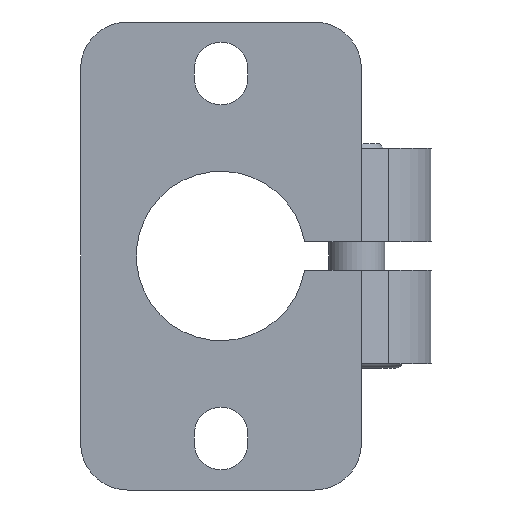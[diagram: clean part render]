
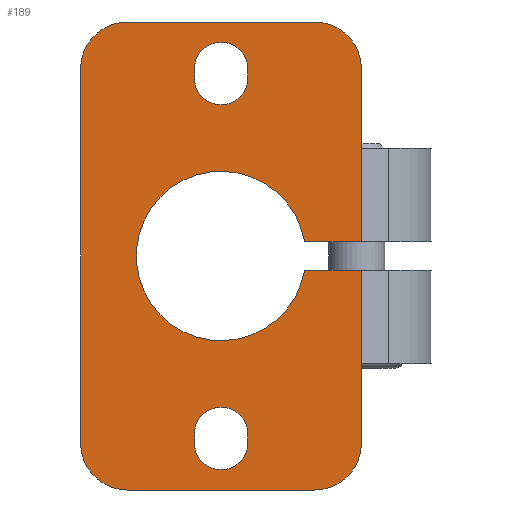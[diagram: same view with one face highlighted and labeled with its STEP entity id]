
A CAD part, front view. The second image highlights one B-rep face of the part: STEP entity #189.
In plain terms, the highlighted planar face has unit normal (0, -1, 0).
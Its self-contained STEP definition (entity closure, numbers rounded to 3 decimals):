
#189 = ADVANCED_FACE( '', ( #429, #430, #431 ), #432, .F. );
#429 = FACE_BOUND( '', #716, .T. );
#430 = FACE_BOUND( '', #717, .T. );
#431 = FACE_OUTER_BOUND( '', #718, .T. );
#432 = PLANE( '', #719 );
#716 = EDGE_LOOP( '', ( #1259, #1260, #1261, #1262 ) );
#717 = EDGE_LOOP( '', ( #1263, #1264, #1265, #1266 ) );
#718 = EDGE_LOOP( '', ( #1267, #1268, #1269, #1270, #1271, #1272, #1273, #1274, #1275, #1276, #1277, #1278 ) );
#719 = AXIS2_PLACEMENT_3D( '', #1279, #1280, #1281 );
#1259 = ORIENTED_EDGE( '', *, *, #1696, .T. );
#1260 = ORIENTED_EDGE( '', *, *, #1831, .T. );
#1261 = ORIENTED_EDGE( '', *, *, #1794, .T. );
#1262 = ORIENTED_EDGE( '', *, *, #1832, .T. );
#1263 = ORIENTED_EDGE( '', *, *, #1791, .T. );
#1264 = ORIENTED_EDGE( '', *, *, #1633, .T. );
#1265 = ORIENTED_EDGE( '', *, *, #1833, .T. );
#1266 = ORIENTED_EDGE( '', *, *, #1834, .T. );
#1267 = ORIENTED_EDGE( '', *, *, #1677, .T. );
#1268 = ORIENTED_EDGE( '', *, *, #1835, .T. );
#1269 = ORIENTED_EDGE( '', *, *, #1771, .T. );
#1270 = ORIENTED_EDGE( '', *, *, #1714, .F. );
#1271 = ORIENTED_EDGE( '', *, *, #1836, .F. );
#1272 = ORIENTED_EDGE( '', *, *, #1837, .F. );
#1273 = ORIENTED_EDGE( '', *, *, #1838, .F. );
#1274 = ORIENTED_EDGE( '', *, *, #1683, .F. );
#1275 = ORIENTED_EDGE( '', *, *, #1778, .F. );
#1276 = ORIENTED_EDGE( '', *, *, #1718, .F. );
#1277 = ORIENTED_EDGE( '', *, *, #1839, .F. );
#1278 = ORIENTED_EDGE( '', *, *, #1840, .F. );
#1279 = CARTESIAN_POINT( '', ( -10., 0., 20. ) );
#1280 = DIRECTION( '', ( 0., 1., 0. ) );
#1281 = DIRECTION( '', ( 0., 0., 1. ) );
#1633 = EDGE_CURVE( '', #1937, #1938, #1939, .T. );
#1677 = EDGE_CURVE( '', #2003, #2015, #2017, .T. );
#1683 = EDGE_CURVE( '', #2025, #2026, #2027, .T. );
#1696 = EDGE_CURVE( '', #2046, #2047, #2048, .T. );
#1714 = EDGE_CURVE( '', #2077, #2073, #2079, .T. );
#1718 = EDGE_CURVE( '', #2084, #2085, #2086, .T. );
#1771 = EDGE_CURVE( '', #2169, #2073, #2170, .T. );
#1778 = EDGE_CURVE( '', #2085, #2025, #2180, .T. );
#1791 = EDGE_CURVE( '', #2201, #1937, #2202, .T. );
#1794 = EDGE_CURVE( '', #2205, #2206, #2207, .T. );
#1831 = EDGE_CURVE( '', #2047, #2205, #2257, .T. );
#1832 = EDGE_CURVE( '', #2206, #2046, #2258, .T. );
#1833 = EDGE_CURVE( '', #1938, #2259, #2260, .T. );
#1834 = EDGE_CURVE( '', #2259, #2201, #2261, .T. );
#1835 = EDGE_CURVE( '', #2015, #2169, #2262, .T. );
#1836 = EDGE_CURVE( '', #2263, #2077, #2264, .T. );
#1837 = EDGE_CURVE( '', #2265, #2263, #2266, .T. );
#1838 = EDGE_CURVE( '', #2026, #2265, #2267, .T. );
#1839 = EDGE_CURVE( '', #2268, #2084, #2269, .T. );
#1840 = EDGE_CURVE( '', #2003, #2268, #2270, .T. );
#1937 = VERTEX_POINT( '', #2382 );
#1938 = VERTEX_POINT( '', #2383 );
#1939 = LINE( '', #2384, #2385 );
#2003 = VERTEX_POINT( '', #2602 );
#2015 = VERTEX_POINT( '', #2620 );
#2017 = LINE( '', #2623, #2624 );
#2025 = VERTEX_POINT( '', #2633 );
#2026 = VERTEX_POINT( '', #2634 );
#2027 = LINE( '', #2635, #2636 );
#2046 = VERTEX_POINT( '', #2664 );
#2047 = VERTEX_POINT( '', #2665 );
#2048 = LINE( '', #2666, #2667 );
#2073 = VERTEX_POINT( '', #2702 );
#2077 = VERTEX_POINT( '', #2708 );
#2079 = LINE( '', #2711, #2712 );
#2084 = VERTEX_POINT( '', #2717 );
#2085 = VERTEX_POINT( '', #2718 );
#2086 = LINE( '', #2719, #2720 );
#2169 = VERTEX_POINT( '', #2834 );
#2170 = LINE( '', #2835, #2836 );
#2180 = CIRCLE( '', #2850, 5. );
#2201 = VERTEX_POINT( '', #2879 );
#2202 = CIRCLE( '', #2880, 2.85 );
#2205 = VERTEX_POINT( '', #2884 );
#2206 = VERTEX_POINT( '', #2885 );
#2207 = LINE( '', #2886, #2887 );
#2257 = CIRCLE( '', #2957, 2.85 );
#2258 = CIRCLE( '', #2958, 2.85 );
#2259 = VERTEX_POINT( '', #2959 );
#2260 = CIRCLE( '', #2960, 2.85 );
#2261 = LINE( '', #2961, #2962 );
#2262 = CIRCLE( '', #2963, 9.05 );
#2263 = VERTEX_POINT( '', #2964 );
#2264 = CIRCLE( '', #2965, 5. );
#2265 = VERTEX_POINT( '', #2966 );
#2266 = LINE( '', #2967, #2968 );
#2267 = CIRCLE( '', #2969, 5. );
#2268 = VERTEX_POINT( '', #2970 );
#2269 = CIRCLE( '', #2971, 5. );
#2270 = LINE( '', #2972, #2973 );
#2382 = CARTESIAN_POINT( '', ( -2.85, 0., 19. ) );
#2383 = CARTESIAN_POINT( '', ( -2.85, 0., 20. ) );
#2384 = CARTESIAN_POINT( '', ( -2.85, 0., 19. ) );
#2385 = VECTOR( '', #3089, 1000. );
#2602 = CARTESIAN_POINT( '', ( 15., 0., -1.5 ) );
#2620 = CARTESIAN_POINT( '', ( 8.925, 0., -1.5 ) );
#2623 = CARTESIAN_POINT( '', ( 32., 0., -1.5 ) );
#2624 = VECTOR( '', #3135, 1000. );
#2633 = CARTESIAN_POINT( '', ( -15., 0., -20. ) );
#2634 = CARTESIAN_POINT( '', ( -15., 0., 20. ) );
#2635 = CARTESIAN_POINT( '', ( -15., 0., -20. ) );
#2636 = VECTOR( '', #3143, 1000. );
#2664 = CARTESIAN_POINT( '', ( -2.85, 0., -20. ) );
#2665 = CARTESIAN_POINT( '', ( -2.85, 0., -19. ) );
#2666 = CARTESIAN_POINT( '', ( -2.85, 0., -20. ) );
#2667 = VECTOR( '', #3153, 1000. );
#2702 = CARTESIAN_POINT( '', ( 15., 0., 1.5 ) );
#2708 = CARTESIAN_POINT( '', ( 15., 0., 20. ) );
#2711 = CARTESIAN_POINT( '', ( 15., 0., 20. ) );
#2712 = VECTOR( '', #3170, 1000. );
#2717 = CARTESIAN_POINT( '', ( 10., 0., -25. ) );
#2718 = CARTESIAN_POINT( '', ( -10., 0., -25. ) );
#2719 = CARTESIAN_POINT( '', ( 10., 0., -25. ) );
#2720 = VECTOR( '', #3174, 1000. );
#2834 = CARTESIAN_POINT( '', ( 8.925, 0., 1.5 ) );
#2835 = CARTESIAN_POINT( '', ( 8.925, 0., 1.5 ) );
#2836 = VECTOR( '', #3245, 1000. );
#2850 = AXIS2_PLACEMENT_3D( '', #3253, #3254, #3255 );
#2879 = CARTESIAN_POINT( '', ( 2.85, 0., 19. ) );
#2880 = AXIS2_PLACEMENT_3D( '', #3267, #3268, #3269 );
#2884 = CARTESIAN_POINT( '', ( 2.85, 0., -19. ) );
#2885 = CARTESIAN_POINT( '', ( 2.85, 0., -20. ) );
#2886 = CARTESIAN_POINT( '', ( 2.85, 0., -19. ) );
#2887 = VECTOR( '', #3271, 1000. );
#2957 = AXIS2_PLACEMENT_3D( '', #3313, #3314, #3315 );
#2958 = AXIS2_PLACEMENT_3D( '', #3316, #3317, #3318 );
#2959 = CARTESIAN_POINT( '', ( 2.85, 0., 20. ) );
#2960 = AXIS2_PLACEMENT_3D( '', #3319, #3320, #3321 );
#2961 = CARTESIAN_POINT( '', ( 2.85, 0., 20. ) );
#2962 = VECTOR( '', #3322, 1000. );
#2963 = AXIS2_PLACEMENT_3D( '', #3323, #3324, #3325 );
#2964 = CARTESIAN_POINT( '', ( 10., 0., 25. ) );
#2965 = AXIS2_PLACEMENT_3D( '', #3326, #3327, #3328 );
#2966 = CARTESIAN_POINT( '', ( -10., 0., 25. ) );
#2967 = CARTESIAN_POINT( '', ( -10., 0., 25. ) );
#2968 = VECTOR( '', #3329, 1000. );
#2969 = AXIS2_PLACEMENT_3D( '', #3330, #3331, #3332 );
#2970 = CARTESIAN_POINT( '', ( 15., 0., -20. ) );
#2971 = AXIS2_PLACEMENT_3D( '', #3333, #3334, #3335 );
#2972 = CARTESIAN_POINT( '', ( 15., 0., 20. ) );
#2973 = VECTOR( '', #3336, 1000. );
#3089 = DIRECTION( '', ( 0., 0., 1. ) );
#3135 = DIRECTION( '', ( -1., 0., 0. ) );
#3143 = DIRECTION( '', ( 0., 0., 1. ) );
#3153 = DIRECTION( '', ( 0., 0., 1. ) );
#3170 = DIRECTION( '', ( 0., 0., -1. ) );
#3174 = DIRECTION( '', ( -1., 0., 0. ) );
#3245 = DIRECTION( '', ( 1., 0., 0. ) );
#3253 = CARTESIAN_POINT( '', ( -10., 0., -20. ) );
#3254 = DIRECTION( '', ( 0., 1., 0. ) );
#3255 = DIRECTION( '', ( 1., 0., 0. ) );
#3267 = CARTESIAN_POINT( '', ( 0., 0., 19. ) );
#3268 = DIRECTION( '', ( 0., 1., 0. ) );
#3269 = DIRECTION( '', ( 1., 0., 0. ) );
#3271 = DIRECTION( '', ( 0., 0., -1. ) );
#3313 = CARTESIAN_POINT( '', ( 0., 0., -19. ) );
#3314 = DIRECTION( '', ( 0., 1., 0. ) );
#3315 = DIRECTION( '', ( 1., 0., 0. ) );
#3316 = CARTESIAN_POINT( '', ( 0., 0., -20. ) );
#3317 = DIRECTION( '', ( 0., 1., 0. ) );
#3318 = DIRECTION( '', ( 1., 0., 0. ) );
#3319 = CARTESIAN_POINT( '', ( 0., 0., 20. ) );
#3320 = DIRECTION( '', ( 0., 1., 0. ) );
#3321 = DIRECTION( '', ( 1., 0., 0. ) );
#3322 = DIRECTION( '', ( 0., 0., -1. ) );
#3323 = CARTESIAN_POINT( '', ( 0., 0., 0. ) );
#3324 = DIRECTION( '', ( 0., 1., 0. ) );
#3325 = DIRECTION( '', ( 1., 0., 0. ) );
#3326 = CARTESIAN_POINT( '', ( 10., 0., 20. ) );
#3327 = DIRECTION( '', ( 0., 1., 0. ) );
#3328 = DIRECTION( '', ( 1., 0., 0. ) );
#3329 = DIRECTION( '', ( 1., 0., 0. ) );
#3330 = CARTESIAN_POINT( '', ( -10., 0., 20. ) );
#3331 = DIRECTION( '', ( 0., 1., 0. ) );
#3332 = DIRECTION( '', ( 1., 0., 0. ) );
#3333 = CARTESIAN_POINT( '', ( 10., 0., -20. ) );
#3334 = DIRECTION( '', ( 0., 1., 0. ) );
#3335 = DIRECTION( '', ( 1., 0., 0. ) );
#3336 = DIRECTION( '', ( 0., 0., -1. ) );
